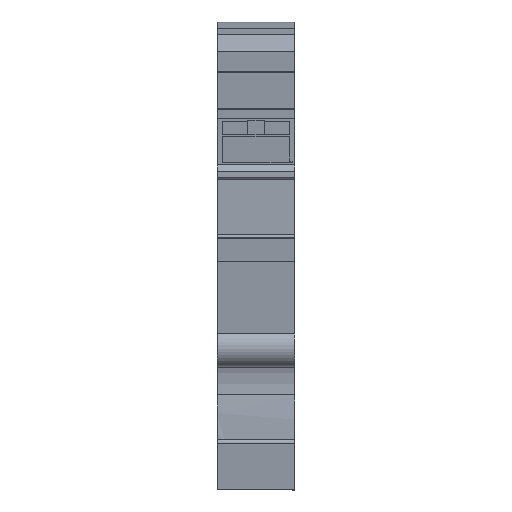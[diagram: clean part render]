
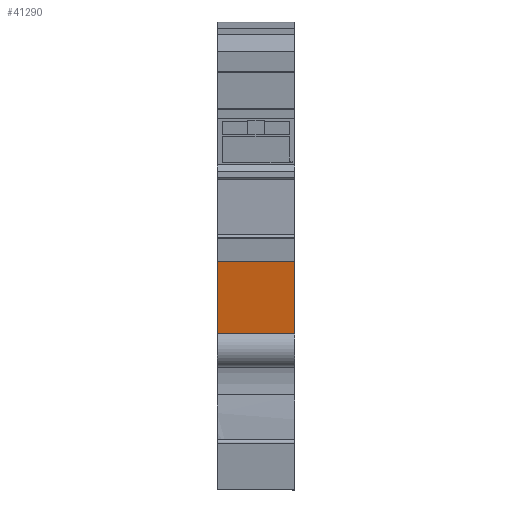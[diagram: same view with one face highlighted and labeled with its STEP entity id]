
A CAD part, front view. The second image highlights one B-rep face of the part: STEP entity #41290.
In plain terms, the highlighted face is planar.
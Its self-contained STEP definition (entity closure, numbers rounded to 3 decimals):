
#3980=CARTESIAN_POINT('',(-62.798,16.031,
-45.52));
#3990=VERTEX_POINT('',#3980);
#4020=CARTESIAN_POINT('',(-62.798,0.,
-45.52));
#4030=DIRECTION('',(0.,-1.,0.));
#4040=VECTOR('',#4030,1.);
#4050=LINE('',#4020,#4040);
#4060=CARTESIAN_POINT('',(-62.798,24.716,
-45.52));
#4070=VERTEX_POINT('',#4060);
#4080=EDGE_CURVE('',#4070,#3990,#4050,.T.);
#11490=CARTESIAN_POINT('',(-62.798,24.716,
-53.67));
#11500=VERTEX_POINT('',#11490);
#11530=CARTESIAN_POINT('',(-62.798,0.,
-53.67));
#11540=DIRECTION('',(0.,-1.,0.));
#11550=VECTOR('',#11540,1.);
#11560=LINE('',#11530,#11550);
#11570=CARTESIAN_POINT('',(-62.798,16.031,
-53.67));
#11580=VERTEX_POINT('',#11570);
#11590=EDGE_CURVE('',#11500,#11580,#11560,.T.);
#41080=CARTESIAN_POINT('',(-62.798,24.465,
-53.67));
#41090=DIRECTION('',(1.,0.,0.));
#41100=DIRECTION('',(0.,1.,0.));
#41110=AXIS2_PLACEMENT_3D('',#41080,#41090,#41100);
#41120=PLANE('',#41110);
#41130=ORIENTED_EDGE('',*,*,#11590,.T.);
#41140=CARTESIAN_POINT('',(-62.798,24.716,
-53.67));
#41150=DIRECTION('',(0.,0.,-1.));
#41160=VECTOR('',#41150,1.);
#41170=LINE('',#41140,#41160);
#41180=EDGE_CURVE('',#4070,#11500,#41170,.T.);
#41190=ORIENTED_EDGE('',*,*,#41180,.T.);
#41200=ORIENTED_EDGE('',*,*,#4080,.F.);
#41210=CARTESIAN_POINT('',(-62.798,16.031,
0.));
#41220=DIRECTION('',(0.,0.,1.));
#41230=VECTOR('',#41220,1.);
#41240=LINE('',#41210,#41230);
#41250=EDGE_CURVE('',#11580,#3990,#41240,.T.);
#41260=ORIENTED_EDGE('',*,*,#41250,.T.);
#41270=EDGE_LOOP('',(#41260,#41200,#41190,#41130));
#41280=FACE_OUTER_BOUND('',#41270,.T.);
#41290=ADVANCED_FACE('',(#41280),#41120,.F.);
